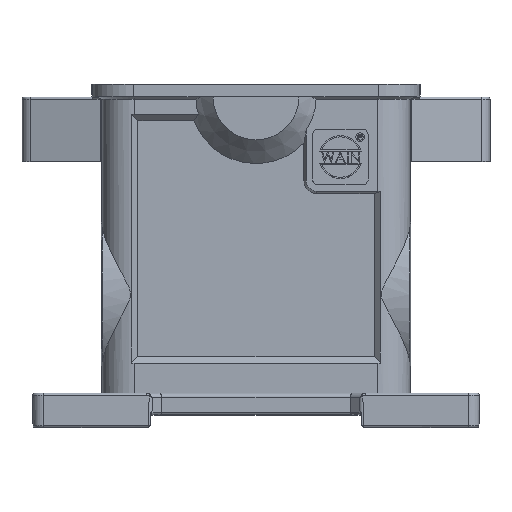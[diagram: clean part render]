
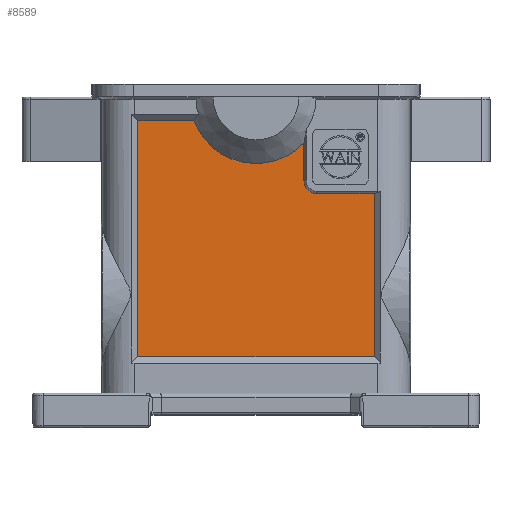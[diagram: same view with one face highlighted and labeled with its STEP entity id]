
A CAD part, top view. The second image highlights one B-rep face of the part: STEP entity #8589.
In plain terms, the highlighted planar face has unit normal (0, 0, 1).
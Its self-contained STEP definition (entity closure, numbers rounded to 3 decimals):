
#306=DIRECTION('',(0.,1.,0.));
#307=VECTOR('',#306,38.);
#308=CARTESIAN_POINT('',(27.5,16.5,21.));
#309=LINE('',#308,#307);
#310=CARTESIAN_POINT('',(0.,77.,21.));
#311=DIRECTION('',(0.,0.,-1.));
#312=DIRECTION('',(0.72,-0.694,0.));
#313=AXIS2_PLACEMENT_3D('',#310,#311,#312);
#315=DIRECTION('',(0.,1.,0.));
#316=VECTOR('',#315,8.742);
#317=CARTESIAN_POINT('',(11.158,57.5,21.));
#318=LINE('',#317,#316);
#319=CARTESIAN_POINT('',(14.158,57.5,21.));
#320=DIRECTION('',(0.,0.,-1.));
#321=DIRECTION('',(0.,-1.,0.));
#322=AXIS2_PLACEMENT_3D('',#319,#320,#321);
#324=DIRECTION('',(-1.,0.,0.));
#325=VECTOR('',#324,13.342);
#326=CARTESIAN_POINT('',(27.5,54.5,21.));
#327=LINE('',#326,#325);
#969=DIRECTION('',(-1.,0.,0.));
#970=VECTOR('',#969,55.);
#971=CARTESIAN_POINT('',(27.5,16.5,21.));
#972=LINE('',#971,#970);
#4384=DIRECTION('',(0.,1.,0.));
#4385=VECTOR('',#4384,55.);
#4386=CARTESIAN_POINT('',(-27.5,16.5,21.));
#4387=LINE('',#4386,#4385);
#4407=DIRECTION('',(1.,0.,0.));
#4408=VECTOR('',#4407,13.009);
#4409=CARTESIAN_POINT('',(-27.5,71.5,21.));
#4410=LINE('',#4409,#4408);
#6953=CARTESIAN_POINT('',(27.5,54.5,21.));
#6954=CARTESIAN_POINT('',(14.158,54.5,21.));
#6955=VERTEX_POINT('',#6953);
#6956=VERTEX_POINT('',#6954);
#6957=CARTESIAN_POINT('',(27.5,16.5,21.));
#6958=VERTEX_POINT('',#6957);
#6959=CARTESIAN_POINT('',(11.158,57.5,21.));
#6960=VERTEX_POINT('',#6959);
#6961=CARTESIAN_POINT('',(11.158,66.242,21.));
#6962=VERTEX_POINT('',#6961);
#6963=CARTESIAN_POINT('',(-14.491,71.5,21.));
#6964=VERTEX_POINT('',#6963);
#6965=CARTESIAN_POINT('',(-27.5,71.5,21.));
#6966=VERTEX_POINT('',#6965);
#6967=CARTESIAN_POINT('',(-27.5,16.5,21.));
#6968=VERTEX_POINT('',#6967);
#8567=CARTESIAN_POINT('',(0.,0.,21.));
#8568=DIRECTION('',(0.,0.,1.));
#8569=DIRECTION('',(1.,0.,0.));
#8570=AXIS2_PLACEMENT_3D('',#8567,#8568,#8569);
#8571=PLANE('',#8570);
#8573=ORIENTED_EDGE('',*,*,#8572,.F.);
#8575=ORIENTED_EDGE('',*,*,#8574,.T.);
#8577=ORIENTED_EDGE('',*,*,#8576,.T.);
#8579=ORIENTED_EDGE('',*,*,#8578,.T.);
#8580=ORIENTED_EDGE('',*,*,#8543,.F.);
#8582=ORIENTED_EDGE('',*,*,#8581,.F.);
#8584=ORIENTED_EDGE('',*,*,#8583,.F.);
#8586=ORIENTED_EDGE('',*,*,#8585,.F.);
#8587=EDGE_LOOP('',(#8573,#8575,#8577,#8579,#8580,#8582,#8584,#8586));
#8588=FACE_OUTER_BOUND('',#8587,.F.);
#8589=ADVANCED_FACE('',(#8588),#8571,.T.);
#314=CIRCLE('',#313,15.5);
#323=CIRCLE('',#322,3.);
#8543=EDGE_CURVE('',#6962,#6964,#314,.T.);
#8572=EDGE_CURVE('',#6958,#6955,#309,.T.);
#8574=EDGE_CURVE('',#6958,#6968,#972,.T.);
#8576=EDGE_CURVE('',#6968,#6966,#4387,.T.);
#8578=EDGE_CURVE('',#6966,#6964,#4410,.T.);
#8581=EDGE_CURVE('',#6960,#6962,#318,.T.);
#8583=EDGE_CURVE('',#6956,#6960,#323,.T.);
#8585=EDGE_CURVE('',#6955,#6956,#327,.T.);
